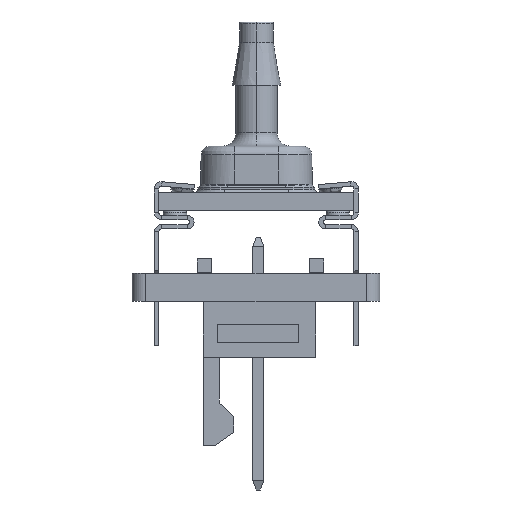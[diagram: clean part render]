
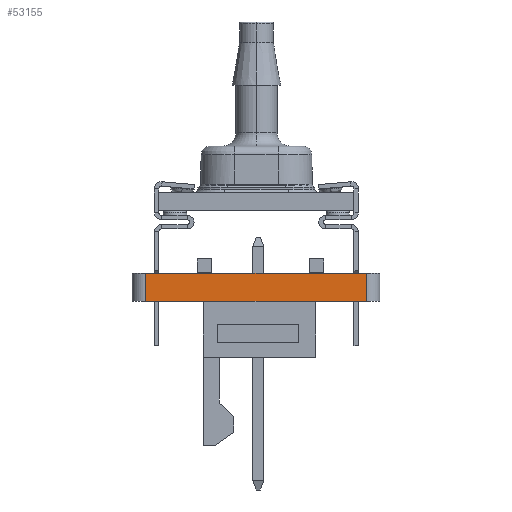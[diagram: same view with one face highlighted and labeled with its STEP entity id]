
A CAD part, front view. The second image highlights one B-rep face of the part: STEP entity #53155.
In plain terms, the highlighted planar face has unit normal (0, -1, 0).
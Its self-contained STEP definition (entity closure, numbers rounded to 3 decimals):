
#52033 = PLANE('',#52034);
#52034 = AXIS2_PLACEMENT_3D('',#52035,#52036,#52037);
#52035 = CARTESIAN_POINT('',(148.59,-99.06,1.6));
#52036 = DIRECTION('',(0.,0.,-1.));
#52037 = DIRECTION('',(-1.,0.,0.));
#52061 = CYLINDRICAL_SURFACE('',#52062,0.762);
#52062 = AXIS2_PLACEMENT_3D('',#52063,#52064,#52065);
#52063 = CARTESIAN_POINT('',(149.352,-106.172,0.));
#52064 = DIRECTION('',(0.,0.,-1.));
#52065 = DIRECTION('',(1.,0.,0.));
#52087 = PLANE('',#52088);
#52088 = AXIS2_PLACEMENT_3D('',#52089,#52090,#52091);
#52089 = CARTESIAN_POINT('',(148.59,-99.06,0.));
#52090 = DIRECTION('',(0.,0.,-1.));
#52091 = DIRECTION('',(-1.,0.,0.));
#52190 = VERTEX_POINT('',#52191);
#52191 = CARTESIAN_POINT('',(149.352,-106.934,1.6));
#52217 = EDGE_CURVE('',#52218,#52190,#52220,.T.);
#52218 = VERTEX_POINT('',#52219);
#52219 = CARTESIAN_POINT('',(149.352,-106.934,0.));
#52220 = SURFACE_CURVE('',#52221,(#52225,#52232),.PCURVE_S1.);
#52221 = LINE('',#52222,#52223);
#52222 = CARTESIAN_POINT('',(149.352,-106.934,0.));
#52223 = VECTOR('',#52224,1.);
#52224 = DIRECTION('',(0.,0.,1.));
#52225 = PCURVE('',#52061,#52226);
#52226 = DEFINITIONAL_REPRESENTATION('',(#52227),#52231);
#52227 = LINE('',#52228,#52229);
#52228 = CARTESIAN_POINT('',(-4.712,0.));
#52229 = VECTOR('',#52230,1.);
#52230 = DIRECTION('',(0.,-1.));
#52231 = ( GEOMETRIC_REPRESENTATION_CONTEXT(2) 
PARAMETRIC_REPRESENTATION_CONTEXT() REPRESENTATION_CONTEXT('2D SPACE',''
  ) );
#52232 = PCURVE('',#52233,#52238);
#52233 = PLANE('',#52234);
#52234 = AXIS2_PLACEMENT_3D('',#52235,#52236,#52237);
#52235 = CARTESIAN_POINT('',(149.352,-106.934,0.));
#52236 = DIRECTION('',(0.,1.,0.));
#52237 = DIRECTION('',(1.,0.,0.));
#52238 = DEFINITIONAL_REPRESENTATION('',(#52239),#52243);
#52239 = LINE('',#52240,#52241);
#52240 = CARTESIAN_POINT('',(0.,0.));
#52241 = VECTOR('',#52242,1.);
#52242 = DIRECTION('',(0.,-1.));
#52243 = ( GEOMETRIC_REPRESENTATION_CONTEXT(2) 
PARAMETRIC_REPRESENTATION_CONTEXT() REPRESENTATION_CONTEXT('2D SPACE',''
  ) );
#52361 = VERTEX_POINT('',#52362);
#52362 = CARTESIAN_POINT('',(161.798,-106.934,0.));
#52381 = CYLINDRICAL_SURFACE('',#52382,0.762);
#52382 = AXIS2_PLACEMENT_3D('',#52383,#52384,#52385);
#52383 = CARTESIAN_POINT('',(161.798,-106.172,0.));
#52384 = DIRECTION('',(0.,0.,-1.));
#52385 = DIRECTION('',(1.,0.,0.));
#52393 = EDGE_CURVE('',#52218,#52361,#52394,.T.);
#52394 = SURFACE_CURVE('',#52395,(#52399,#52406),.PCURVE_S1.);
#52395 = LINE('',#52396,#52397);
#52396 = CARTESIAN_POINT('',(149.352,-106.934,0.));
#52397 = VECTOR('',#52398,1.);
#52398 = DIRECTION('',(1.,0.,0.));
#52399 = PCURVE('',#52087,#52400);
#52400 = DEFINITIONAL_REPRESENTATION('',(#52401),#52405);
#52401 = LINE('',#52402,#52403);
#52402 = CARTESIAN_POINT('',(-0.762,-7.874));
#52403 = VECTOR('',#52404,1.);
#52404 = DIRECTION('',(-1.,0.));
#52405 = ( GEOMETRIC_REPRESENTATION_CONTEXT(2) 
PARAMETRIC_REPRESENTATION_CONTEXT() REPRESENTATION_CONTEXT('2D SPACE',''
  ) );
#52406 = PCURVE('',#52233,#52407);
#52407 = DEFINITIONAL_REPRESENTATION('',(#52408),#52412);
#52408 = LINE('',#52409,#52410);
#52409 = CARTESIAN_POINT('',(0.,0.));
#52410 = VECTOR('',#52411,1.);
#52411 = DIRECTION('',(1.,0.));
#52412 = ( GEOMETRIC_REPRESENTATION_CONTEXT(2) 
PARAMETRIC_REPRESENTATION_CONTEXT() REPRESENTATION_CONTEXT('2D SPACE',''
  ) );
#52810 = VERTEX_POINT('',#52811);
#52811 = CARTESIAN_POINT('',(161.798,-106.934,1.6));
#52837 = EDGE_CURVE('',#52190,#52810,#52838,.T.);
#52838 = SURFACE_CURVE('',#52839,(#52843,#52850),.PCURVE_S1.);
#52839 = LINE('',#52840,#52841);
#52840 = CARTESIAN_POINT('',(149.352,-106.934,1.6));
#52841 = VECTOR('',#52842,1.);
#52842 = DIRECTION('',(1.,0.,0.));
#52843 = PCURVE('',#52033,#52844);
#52844 = DEFINITIONAL_REPRESENTATION('',(#52845),#52849);
#52845 = LINE('',#52846,#52847);
#52846 = CARTESIAN_POINT('',(-0.762,-7.874));
#52847 = VECTOR('',#52848,1.);
#52848 = DIRECTION('',(-1.,0.));
#52849 = ( GEOMETRIC_REPRESENTATION_CONTEXT(2) 
PARAMETRIC_REPRESENTATION_CONTEXT() REPRESENTATION_CONTEXT('2D SPACE',''
  ) );
#52850 = PCURVE('',#52233,#52851);
#52851 = DEFINITIONAL_REPRESENTATION('',(#52852),#52856);
#52852 = LINE('',#52853,#52854);
#52853 = CARTESIAN_POINT('',(0.,-1.6));
#52854 = VECTOR('',#52855,1.);
#52855 = DIRECTION('',(1.,0.));
#52856 = ( GEOMETRIC_REPRESENTATION_CONTEXT(2) 
PARAMETRIC_REPRESENTATION_CONTEXT() REPRESENTATION_CONTEXT('2D SPACE',''
  ) );
#53155 = ADVANCED_FACE('',(#53156),#52233,.F.);
#53156 = FACE_BOUND('',#53157,.F.);
#53157 = EDGE_LOOP('',(#53158,#53159,#53160,#53181));
#53158 = ORIENTED_EDGE('',*,*,#52217,.T.);
#53159 = ORIENTED_EDGE('',*,*,#52837,.T.);
#53160 = ORIENTED_EDGE('',*,*,#53161,.F.);
#53161 = EDGE_CURVE('',#52361,#52810,#53162,.T.);
#53162 = SURFACE_CURVE('',#53163,(#53167,#53174),.PCURVE_S1.);
#53163 = LINE('',#53164,#53165);
#53164 = CARTESIAN_POINT('',(161.798,-106.934,0.));
#53165 = VECTOR('',#53166,1.);
#53166 = DIRECTION('',(0.,0.,1.));
#53167 = PCURVE('',#52233,#53168);
#53168 = DEFINITIONAL_REPRESENTATION('',(#53169),#53173);
#53169 = LINE('',#53170,#53171);
#53170 = CARTESIAN_POINT('',(12.446,0.));
#53171 = VECTOR('',#53172,1.);
#53172 = DIRECTION('',(0.,-1.));
#53173 = ( GEOMETRIC_REPRESENTATION_CONTEXT(2) 
PARAMETRIC_REPRESENTATION_CONTEXT() REPRESENTATION_CONTEXT('2D SPACE',''
  ) );
#53174 = PCURVE('',#52381,#53175);
#53175 = DEFINITIONAL_REPRESENTATION('',(#53176),#53180);
#53176 = LINE('',#53177,#53178);
#53177 = CARTESIAN_POINT('',(-4.712,0.));
#53178 = VECTOR('',#53179,1.);
#53179 = DIRECTION('',(0.,-1.));
#53180 = ( GEOMETRIC_REPRESENTATION_CONTEXT(2) 
PARAMETRIC_REPRESENTATION_CONTEXT() REPRESENTATION_CONTEXT('2D SPACE',''
  ) );
#53181 = ORIENTED_EDGE('',*,*,#52393,.F.);
